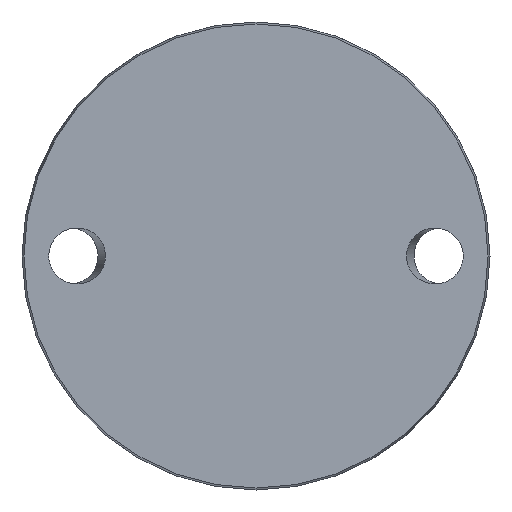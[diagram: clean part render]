
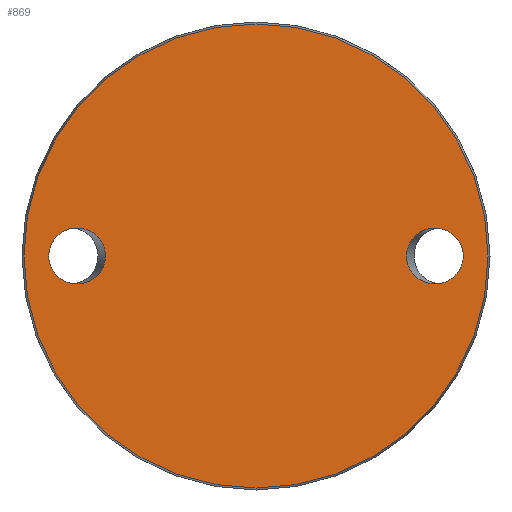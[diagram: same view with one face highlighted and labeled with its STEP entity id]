
A CAD part, front view. The second image highlights one B-rep face of the part: STEP entity #869.
In plain terms, the highlighted planar face has unit normal (0, -1, 0).
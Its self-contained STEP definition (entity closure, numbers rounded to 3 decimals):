
#25 = CARTESIAN_POINT ( 'NONE',  ( -44.385, 0., 16.5 ) ) ;
#44 = FACE_BOUND ( 'NONE', #767, .T. ) ;
#109 = CARTESIAN_POINT ( 'NONE',  ( 61.115, 0., 0. ) ) ;
#113 = AXIS2_PLACEMENT_3D ( 'NONE', #184, #492, #804 ) ;
#116 = CARTESIAN_POINT ( 'NONE',  ( -44.385, 0., -16.5 ) ) ;
#123 = CARTESIAN_POINT ( 'NONE',  ( -61.115, 0., 0. ) ) ;
#177 = FACE_OUTER_BOUND ( 'NONE', #664, .T. ) ;
#184 = CARTESIAN_POINT ( 'NONE',  ( -68.425, 0., 0. ) ) ;
#198 =( BOUNDED_CURVE ( )  B_SPLINE_CURVE ( 3, ( #586, #820, #498, #109, #575, #652, #510 ),
 .UNSPECIFIED., .T., .T. ) 
 B_SPLINE_CURVE_WITH_KNOTS ( ( 4, 3, 4 ),
 ( 0., 3.142, 6.283 ),
 .UNSPECIFIED. ) 
 CURVE ( )  GEOMETRIC_REPRESENTATION_ITEM ( )  RATIONAL_B_SPLINE_CURVE ( ( 1., 0.333, 0.333, 1., 0.333, 0.333, 1. ) ) 
 REPRESENTATION_ITEM ( '' )  );
#232 = ORIENTED_EDGE ( 'NONE', *, *, #294, .T. ) ;
#268 = FACE_BOUND ( 'NONE', #837, .T. ) ;
#288 = ORIENTED_EDGE ( 'NONE', *, *, #858, .T. ) ;
#294 = EDGE_CURVE ( 'NONE', #359, #359, #862, .T. ) ;
#299 = ORIENTED_EDGE ( 'NONE', *, *, #435, .F. ) ;
#359 = VERTEX_POINT ( 'NONE', #607 ) ;
#432 = VERTEX_POINT ( 'NONE', #458 ) ;
#435 = EDGE_CURVE ( 'NONE', #432, #432, #198, .T. ) ;
#458 = CARTESIAN_POINT ( 'NONE',  ( 44.385, 0., 0. ) ) ;
#492 = DIRECTION ( 'NONE',  ( 0., 1., 0. ) ) ;
#498 = CARTESIAN_POINT ( 'NONE',  ( 61.115, 0., -16.5 ) ) ;
#510 = CARTESIAN_POINT ( 'NONE',  ( 44.385, 0., 0. ) ) ;
#513 = VERTEX_POINT ( 'NONE', #819 ) ;
#575 = CARTESIAN_POINT ( 'NONE',  ( 61.115, 0., 16.5 ) ) ;
#586 = CARTESIAN_POINT ( 'NONE',  ( 44.385, 0., 0. ) ) ;
#607 = CARTESIAN_POINT ( 'NONE',  ( 0., 0., -68.425 ) ) ;
#610 =( BOUNDED_CURVE ( )  B_SPLINE_CURVE ( 3, ( #957, #662, #25, #725, #116, #962, #123 ),
 .UNSPECIFIED., .T., .T. ) 
 B_SPLINE_CURVE_WITH_KNOTS ( ( 4, 3, 4 ),
 ( 0., 3.142, 6.283 ),
 .UNSPECIFIED. ) 
 CURVE ( )  GEOMETRIC_REPRESENTATION_ITEM ( )  RATIONAL_B_SPLINE_CURVE ( ( 1., 0.333, 0.333, 1., 0.333, 0.333, 1. ) ) 
 REPRESENTATION_ITEM ( '' )  );
#640 = PLANE ( 'NONE',  #113 ) ;
#652 = CARTESIAN_POINT ( 'NONE',  ( 44.385, 0., 16.5 ) ) ;
#662 = CARTESIAN_POINT ( 'NONE',  ( -61.115, 0., 16.5 ) ) ;
#664 = EDGE_LOOP ( 'NONE', ( #232 ) ) ;
#725 = CARTESIAN_POINT ( 'NONE',  ( -44.385, 0., 0. ) ) ;
#767 = EDGE_LOOP ( 'NONE', ( #288 ) ) ;
#776 = CARTESIAN_POINT ( 'NONE',  ( 0., 0., 0. ) ) ;
#790 = DIRECTION ( 'NONE',  ( 0., 0., -1. ) ) ;
#800 = AXIS2_PLACEMENT_3D ( 'NONE', #776, #861, #790 ) ;
#804 = DIRECTION ( 'NONE',  ( 0., 0., 1. ) ) ;
#819 = CARTESIAN_POINT ( 'NONE',  ( -61.115, 0., 0. ) ) ;
#820 = CARTESIAN_POINT ( 'NONE',  ( 44.385, 0., -16.5 ) ) ;
#837 = EDGE_LOOP ( 'NONE', ( #299 ) ) ;
#858 = EDGE_CURVE ( 'NONE', #513, #513, #610, .T. ) ;
#861 = DIRECTION ( 'NONE',  ( 0., -1., 0. ) ) ;
#862 = CIRCLE ( 'NONE', #800, 68.425 ) ;
#869 = ADVANCED_FACE ( 'NONE', ( #44, #268, #177 ), #640, .F. ) ;
#957 = CARTESIAN_POINT ( 'NONE',  ( -61.115, 0., 0. ) ) ;
#962 = CARTESIAN_POINT ( 'NONE',  ( -61.115, 0., -16.5 ) ) ;
